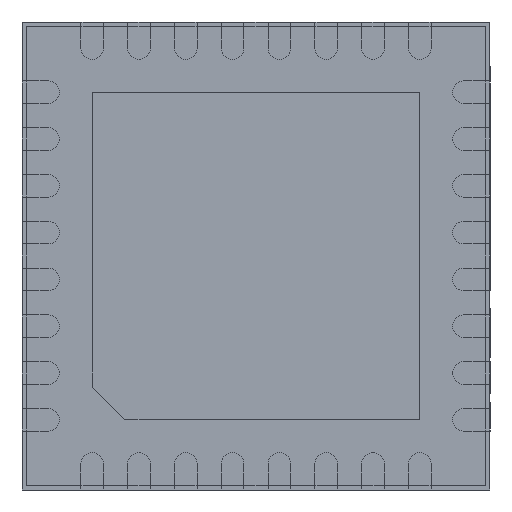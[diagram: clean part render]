
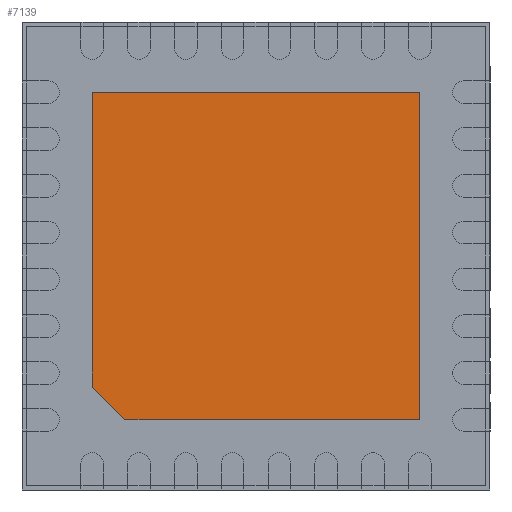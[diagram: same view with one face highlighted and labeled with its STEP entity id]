
A CAD part, front view. The second image highlights one B-rep face of the part: STEP entity #7139.
In plain terms, the highlighted planar face has unit normal (0, -1, 0).
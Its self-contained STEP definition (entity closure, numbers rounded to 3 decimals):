
#9 = DIRECTION ( 'NONE',  ( -1., 0., 0. ) ) ;
#301 = VECTOR ( 'NONE', #14125, 1000. ) ;
#861 = CARTESIAN_POINT ( 'NONE',  ( 1.75, 0., 1.75 ) ) ;
#2096 = CARTESIAN_POINT ( 'NONE',  ( 1.75, 0., -1.75 ) ) ;
#2326 = ORIENTED_EDGE ( 'NONE', *, *, #13738, .T. ) ;
#2446 = CARTESIAN_POINT ( 'NONE',  ( 1.75, 0., 1.75 ) ) ;
#2741 = LINE ( 'NONE', #8698, #7925 ) ;
#2874 = VERTEX_POINT ( 'NONE', #4424 ) ;
#3427 = CARTESIAN_POINT ( 'NONE',  ( 1.75, 0., -1.75 ) ) ;
#4355 = DIRECTION ( 'NONE',  ( 0.707, 0., -0.707 ) ) ;
#4424 = CARTESIAN_POINT ( 'NONE',  ( -1.4, 0., -1.75 ) ) ;
#4556 = DIRECTION ( 'NONE',  ( 0., 0., -1. ) ) ;
#5211 = EDGE_CURVE ( 'NONE', #2874, #9205, #5833, .T. ) ;
#5323 = LINE ( 'NONE', #10542, #10131 ) ;
#5833 = LINE ( 'NONE', #2096, #6140 ) ;
#5867 = ORIENTED_EDGE ( 'NONE', *, *, #7235, .T. ) ;
#6140 = VECTOR ( 'NONE', #6870, 1000. ) ;
#6618 = DIRECTION ( 'NONE',  ( 0., 0., -1. ) ) ;
#6860 = AXIS2_PLACEMENT_3D ( 'NONE', #15125, #10643, #4556 ) ;
#6870 = DIRECTION ( 'NONE',  ( 1., 0., 0. ) ) ;
#7126 = EDGE_CURVE ( 'NONE', #11900, #9809, #9600, .T. ) ;
#7139 = ADVANCED_FACE ( 'NONE', ( #10156 ), #11449, .T. ) ;
#7179 = EDGE_CURVE ( 'NONE', #12187, #2874, #5323, .T. ) ;
#7235 = EDGE_CURVE ( 'NONE', #9205, #11900, #15120, .T. ) ;
#7301 = ORIENTED_EDGE ( 'NONE', *, *, #7126, .T. ) ;
#7714 = CARTESIAN_POINT ( 'NONE',  ( 1.75, 0., -1.75 ) ) ;
#7925 = VECTOR ( 'NONE', #6618, 1000. ) ;
#7948 = ORIENTED_EDGE ( 'NONE', *, *, #7179, .T. ) ;
#8457 = CARTESIAN_POINT ( 'NONE',  ( -1.75, 0., -1.4 ) ) ;
#8698 = CARTESIAN_POINT ( 'NONE',  ( -1.75, 0., -1.75 ) ) ;
#9205 = VERTEX_POINT ( 'NONE', #7714 ) ;
#9600 = LINE ( 'NONE', #861, #14639 ) ;
#9809 = VERTEX_POINT ( 'NONE', #14966 ) ;
#10131 = VECTOR ( 'NONE', #4355, 1000. ) ;
#10156 = FACE_OUTER_BOUND ( 'NONE', #13449, .T. ) ;
#10542 = CARTESIAN_POINT ( 'NONE',  ( -1.575, 0., -1.575 ) ) ;
#10643 = DIRECTION ( 'NONE',  ( 0., -1., 0. ) ) ;
#11449 = PLANE ( 'NONE',  #6860 ) ;
#11900 = VERTEX_POINT ( 'NONE', #2446 ) ;
#12187 = VERTEX_POINT ( 'NONE', #8457 ) ;
#12378 = ORIENTED_EDGE ( 'NONE', *, *, #5211, .T. ) ;
#13449 = EDGE_LOOP ( 'NONE', ( #2326, #7948, #12378, #5867, #7301 ) ) ;
#13738 = EDGE_CURVE ( 'NONE', #9809, #12187, #2741, .T. ) ;
#14125 = DIRECTION ( 'NONE',  ( 0., 0., 1. ) ) ;
#14639 = VECTOR ( 'NONE', #9, 1000. ) ;
#14966 = CARTESIAN_POINT ( 'NONE',  ( -1.75, 0., 1.75 ) ) ;
#15120 = LINE ( 'NONE', #3427, #301 ) ;
#15125 = CARTESIAN_POINT ( 'NONE',  ( 0., 0., 0. ) ) ;
